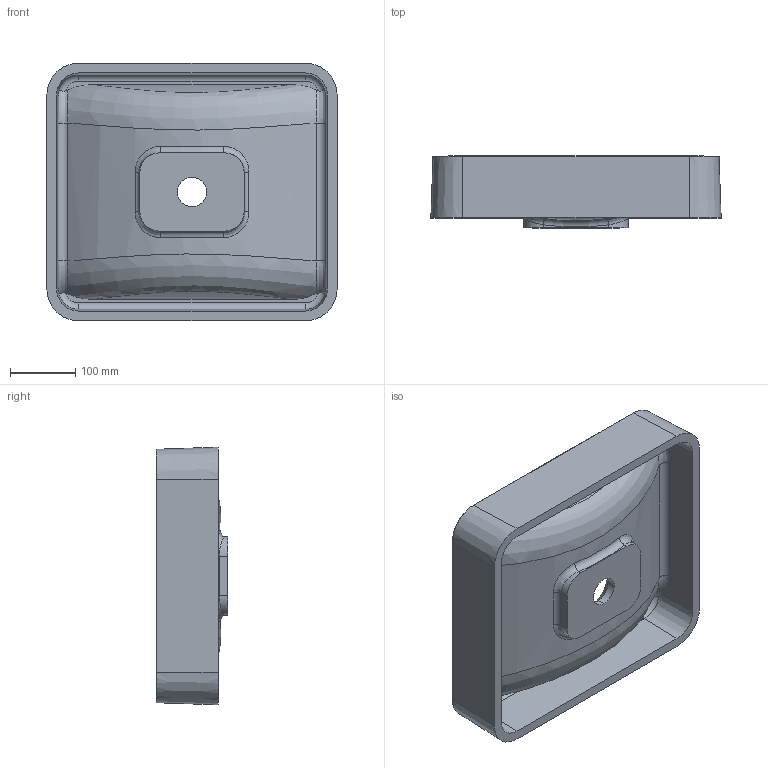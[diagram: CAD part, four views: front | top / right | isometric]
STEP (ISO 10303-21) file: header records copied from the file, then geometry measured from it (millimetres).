
FILE_DESCRIPTION (( 'STEP AP214' ), '1' );
FILE_NAME ('Geneva 450c.STEP', '2019-12-04T07:13:07', ( '' ), ( '' ), 'SwSTEP 2.0', 'SolidWorks 2018', '' );
FILE_SCHEMA (( 'AUTOMOTIVE_DESIGN' ));
Length unit declared in the file: millimetre
Products named in the file (1): Geneva 450c
Bounding box: 445.25 x 110 x 395.25 mm (x, y, z)
Volume: 5259513.3 mm3; surface area: 678566.8 mm2
Topology: 1 solids, 1 shells, 83 faces, 202 edges, 124 vertices
Faces by surface type: cylinder 26, bspline 22, plane 17, torus 10, cone 8
Entity records: 12739 total; most frequent: CARTESIAN_POINT 10949, ORIENTED_EDGE 404, DIRECTION 308, EDGE_CURVE 202, VERTEX_POINT 124, AXIS2_PLACEMENT_3D 120, EDGE_LOOP 88, FACE_OUTER_BOUND 83
